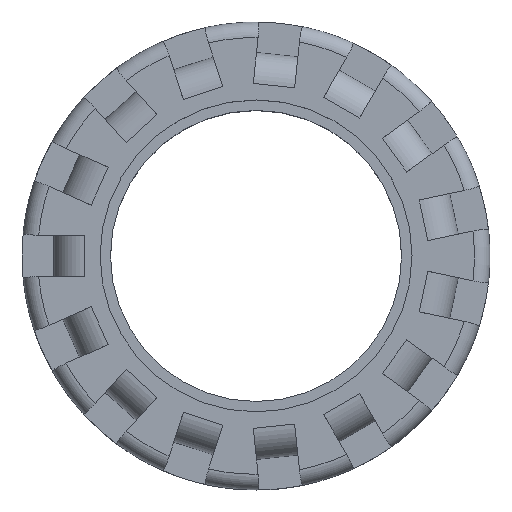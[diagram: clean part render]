
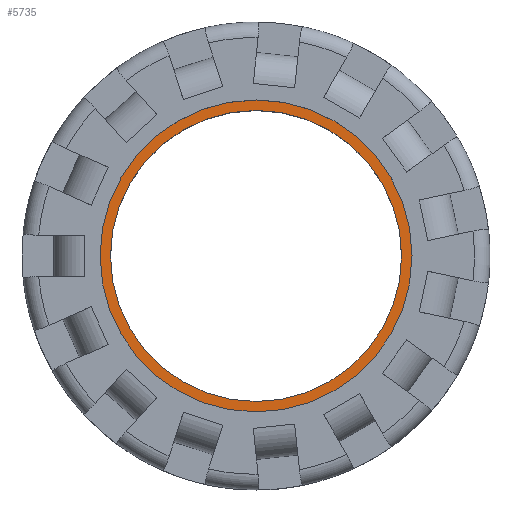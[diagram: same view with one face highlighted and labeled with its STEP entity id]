
A CAD part, top view. The second image highlights one B-rep face of the part: STEP entity #5735.
In plain terms, the highlighted planar face has unit normal (0, 0, 1).
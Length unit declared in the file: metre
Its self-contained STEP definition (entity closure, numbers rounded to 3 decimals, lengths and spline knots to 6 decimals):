
#436=CIRCLE('',#6389,0.017262);
#437=CIRCLE('',#6390,0.017262);
#438=CIRCLE('',#6392,0.018495);
#571=PLANE('',#6394);
#2998=ORIENTED_EDGE('',*,*,#4052,.F.);
#2999=ORIENTED_EDGE('',*,*,#4050,.F.);
#3000=ORIENTED_EDGE('',*,*,#4051,.F.);
#4050=EDGE_CURVE('',#4655,#4656,#436,.T.);
#4051=EDGE_CURVE('',#4656,#4655,#437,.T.);
#4052=EDGE_CURVE('',#4657,#4657,#438,.T.);
#4655=VERTEX_POINT('',#11060);
#4656=VERTEX_POINT('',#11061);
#4657=VERTEX_POINT('',#11065);
#5003=EDGE_LOOP('',(#2998));
#5004=EDGE_LOOP('',(#2999,#3000));
#5326=FACE_BOUND('',#5003,.T.);
#5327=FACE_BOUND('',#5004,.T.);
#5735=ADVANCED_FACE('',(#5326,#5327),#571,.T.);
#6389=AXIS2_PLACEMENT_3D('',#11059,#7927,#7928);
#6390=AXIS2_PLACEMENT_3D('',#11062,#7929,#7930);
#6392=AXIS2_PLACEMENT_3D('',#11064,#7933,#7934);
#6394=AXIS2_PLACEMENT_3D('',#11068,#7937,#7938);
#7927=DIRECTION('',(0.,0.,1.));
#7928=DIRECTION('',(1.,0.,0.));
#7929=DIRECTION('',(0.,0.,1.));
#7930=DIRECTION('',(-1.,0.,0.));
#7933=DIRECTION('',(0.,0.,-1.));
#7934=DIRECTION('',(1.,0.,0.));
#7937=DIRECTION('',(0.,0.,1.));
#7938=DIRECTION('',(-1.,0.,0.));
#11059=CARTESIAN_POINT('',(0.,0.000185,0.01581));
#11060=CARTESIAN_POINT('',(0.017262,0.000185,0.01581));
#11061=CARTESIAN_POINT('',(-0.017262,0.000185,0.01581));
#11062=CARTESIAN_POINT('',(0.,0.000185,0.01581));
#11064=CARTESIAN_POINT('',(0.,0.000185,0.01581));
#11065=CARTESIAN_POINT('',(0.018495,0.000185,0.01581));
#11068=CARTESIAN_POINT('',(0.018507,0.018692,0.01581));
